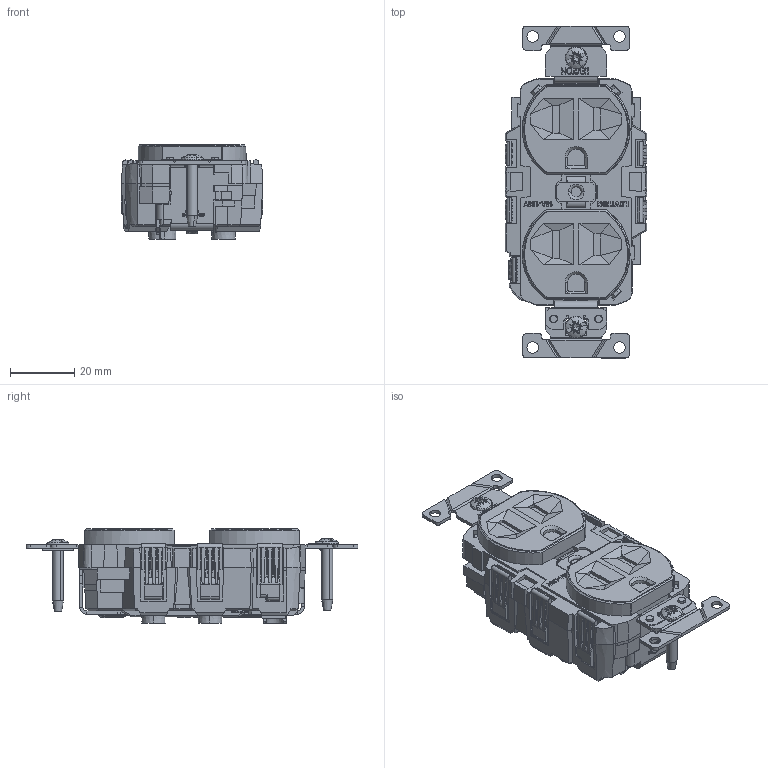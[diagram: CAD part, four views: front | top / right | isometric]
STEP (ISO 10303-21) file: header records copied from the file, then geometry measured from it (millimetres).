
FILE_DESCRIPTION (( 'STEP AP214' ), '1' );
FILE_NAME ('ORC5545-M01-15A-ECBR1-E5262.STEP', '2025-11-04T14:10:52', ( '' ), ( '' ), 'SwSTEP 2.0', 'SolidWorks 2024', '' );
FILE_SCHEMA (( 'AUTOMOTIVE_DESIGN' ));
Products named in the file (1): ORC5545-M01-15A-ECBR1-E5262
Bounding box: 44.07 x 103.17 x 29.33 mm (x, y, z)
Volume: 62425.9 mm3; surface area: 22940.7 mm2
Topology: 5 solids, 43 shells, 4708 faces, 12628 edges, 8261 vertices
Faces by surface type: plane 3454, bspline 565, cylinder 427, cone 172, torus 66, sphere 24
Entity records: 232121 total; most frequent: CARTESIAN_POINT 119645, ORIENTED_EDGE 25246, DIRECTION 19869, EDGE_CURVE 12623, LINE 9569, VECTOR 9569, VERTEX_POINT 8261, AXIS2_PLACEMENT_3D 5150
